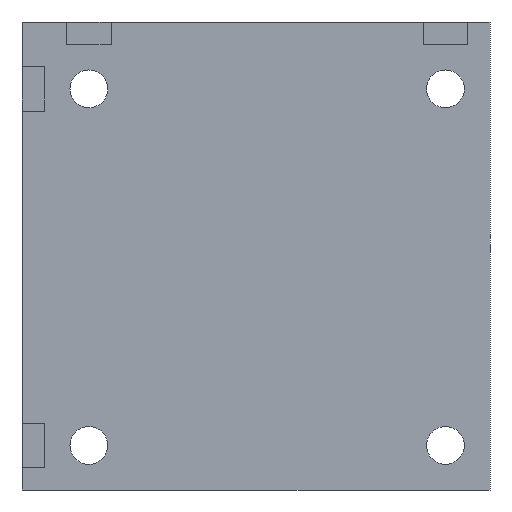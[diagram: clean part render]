
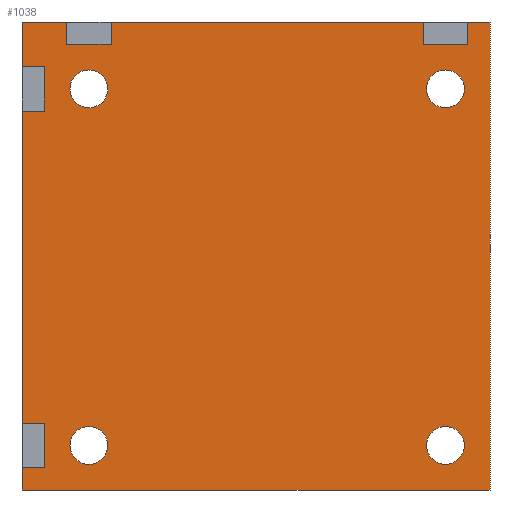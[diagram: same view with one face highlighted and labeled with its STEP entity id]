
A CAD part, front view. The second image highlights one B-rep face of the part: STEP entity #1038.
In plain terms, the highlighted planar face has unit normal (0, -1, 0).
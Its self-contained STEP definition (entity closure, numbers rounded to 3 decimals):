
#15=FACE_BOUND('',#146,.T.);
#16=FACE_BOUND('',#147,.T.);
#17=FACE_BOUND('',#148,.T.);
#18=FACE_BOUND('',#149,.T.);
#47=PLANE('',#1117);
#92=FACE_OUTER_BOUND('',#145,.T.);
#145=EDGE_LOOP('',(#800,#801,#802,#803,#804,#805,#806,#807,#808,#809,#810,
#811,#812,#813,#814,#815,#816,#817,#818,#819));
#146=EDGE_LOOP('',(#820));
#147=EDGE_LOOP('',(#821));
#148=EDGE_LOOP('',(#822));
#149=EDGE_LOOP('',(#823));
#206=LINE('',#1515,#325);
#210=LINE('',#1523,#329);
#213=LINE('',#1529,#332);
#217=LINE('',#1538,#336);
#221=LINE('',#1546,#340);
#224=LINE('',#1552,#343);
#228=LINE('',#1561,#347);
#232=LINE('',#1570,#351);
#236=LINE('',#1577,#355);
#239=LINE('',#1584,#358);
#243=LINE('',#1592,#362);
#246=LINE('',#1598,#365);
#250=LINE('',#1605,#369);
#251=LINE('',#1607,#370);
#252=LINE('',#1609,#371);
#253=LINE('',#1611,#372);
#254=LINE('',#1612,#373);
#255=LINE('',#1613,#374);
#256=LINE('',#1615,#375);
#257=LINE('',#1616,#376);
#325=VECTOR('',#1220,10.);
#329=VECTOR('',#1226,10.);
#332=VECTOR('',#1231,10.);
#336=VECTOR('',#1239,10.);
#340=VECTOR('',#1245,10.);
#343=VECTOR('',#1250,10.);
#347=VECTOR('',#1258,10.);
#351=VECTOR('',#1264,10.);
#355=VECTOR('',#1270,10.);
#358=VECTOR('',#1277,10.);
#362=VECTOR('',#1283,10.);
#365=VECTOR('',#1288,10.);
#369=VECTOR('',#1296,10.);
#370=VECTOR('',#1297,10.);
#371=VECTOR('',#1298,10.);
#372=VECTOR('',#1299,10.);
#373=VECTOR('',#1300,10.);
#374=VECTOR('',#1301,10.);
#375=VECTOR('',#1302,10.);
#376=VECTOR('',#1303,10.);
#431=CIRCLE('',#1118,1.7);
#432=CIRCLE('',#1119,1.7);
#433=CIRCLE('',#1120,1.7);
#434=CIRCLE('',#1121,1.7);
#476=VERTEX_POINT('',#1513);
#477=VERTEX_POINT('',#1514);
#480=VERTEX_POINT('',#1522);
#482=VERTEX_POINT('',#1528);
#484=VERTEX_POINT('',#1536);
#485=VERTEX_POINT('',#1537);
#488=VERTEX_POINT('',#1545);
#490=VERTEX_POINT('',#1551);
#492=VERTEX_POINT('',#1559);
#493=VERTEX_POINT('',#1560);
#496=VERTEX_POINT('',#1568);
#497=VERTEX_POINT('',#1569);
#500=VERTEX_POINT('',#1582);
#501=VERTEX_POINT('',#1583);
#504=VERTEX_POINT('',#1591);
#506=VERTEX_POINT('',#1597);
#508=VERTEX_POINT('',#1606);
#509=VERTEX_POINT('',#1608);
#510=VERTEX_POINT('',#1610);
#511=VERTEX_POINT('',#1614);
#512=VERTEX_POINT('',#1617);
#513=VERTEX_POINT('',#1619);
#514=VERTEX_POINT('',#1621);
#515=VERTEX_POINT('',#1623);
#582=EDGE_CURVE('',#476,#477,#206,.T.);
#586=EDGE_CURVE('',#477,#480,#210,.T.);
#589=EDGE_CURVE('',#480,#482,#213,.T.);
#593=EDGE_CURVE('',#484,#485,#217,.T.);
#597=EDGE_CURVE('',#485,#488,#221,.T.);
#600=EDGE_CURVE('',#488,#490,#224,.T.);
#604=EDGE_CURVE('',#492,#493,#228,.T.);
#608=EDGE_CURVE('',#496,#497,#232,.T.);
#612=EDGE_CURVE('',#497,#492,#236,.T.);
#615=EDGE_CURVE('',#500,#501,#239,.T.);
#619=EDGE_CURVE('',#501,#504,#243,.T.);
#622=EDGE_CURVE('',#504,#506,#246,.T.);
#626=EDGE_CURVE('',#500,#482,#250,.T.);
#627=EDGE_CURVE('',#508,#506,#251,.T.);
#628=EDGE_CURVE('',#509,#508,#252,.T.);
#629=EDGE_CURVE('',#510,#509,#253,.T.);
#630=EDGE_CURVE('',#496,#510,#254,.T.);
#631=EDGE_CURVE('',#484,#493,#255,.T.);
#632=EDGE_CURVE('',#511,#490,#256,.T.);
#633=EDGE_CURVE('',#476,#511,#257,.T.);
#634=EDGE_CURVE('',#512,#512,#431,.T.);
#635=EDGE_CURVE('',#513,#513,#432,.T.);
#636=EDGE_CURVE('',#514,#514,#433,.T.);
#637=EDGE_CURVE('',#515,#515,#434,.T.);
#800=ORIENTED_EDGE('',*,*,#582,.T.);
#801=ORIENTED_EDGE('',*,*,#586,.T.);
#802=ORIENTED_EDGE('',*,*,#589,.T.);
#803=ORIENTED_EDGE('',*,*,#626,.F.);
#804=ORIENTED_EDGE('',*,*,#615,.T.);
#805=ORIENTED_EDGE('',*,*,#619,.T.);
#806=ORIENTED_EDGE('',*,*,#622,.T.);
#807=ORIENTED_EDGE('',*,*,#627,.F.);
#808=ORIENTED_EDGE('',*,*,#628,.F.);
#809=ORIENTED_EDGE('',*,*,#629,.F.);
#810=ORIENTED_EDGE('',*,*,#630,.F.);
#811=ORIENTED_EDGE('',*,*,#608,.T.);
#812=ORIENTED_EDGE('',*,*,#612,.T.);
#813=ORIENTED_EDGE('',*,*,#604,.T.);
#814=ORIENTED_EDGE('',*,*,#631,.F.);
#815=ORIENTED_EDGE('',*,*,#593,.T.);
#816=ORIENTED_EDGE('',*,*,#597,.T.);
#817=ORIENTED_EDGE('',*,*,#600,.T.);
#818=ORIENTED_EDGE('',*,*,#632,.F.);
#819=ORIENTED_EDGE('',*,*,#633,.F.);
#820=ORIENTED_EDGE('',*,*,#634,.T.);
#821=ORIENTED_EDGE('',*,*,#635,.T.);
#822=ORIENTED_EDGE('',*,*,#636,.T.);
#823=ORIENTED_EDGE('',*,*,#637,.T.);
#1038=ADVANCED_FACE('',(#92,#15,#16,#17,#18),#47,.F.);
#1117=AXIS2_PLACEMENT_3D('',#1604,#1294,#1295);
#1118=AXIS2_PLACEMENT_3D('',#1618,#1304,#1305);
#1119=AXIS2_PLACEMENT_3D('',#1620,#1306,#1307);
#1120=AXIS2_PLACEMENT_3D('',#1622,#1308,#1309);
#1121=AXIS2_PLACEMENT_3D('',#1624,#1310,#1311);
#1220=DIRECTION('',(1.,0.,0.));
#1226=DIRECTION('',(0.,0.,-1.));
#1231=DIRECTION('',(-1.,0.,0.));
#1239=DIRECTION('',(0.,0.,-1.));
#1245=DIRECTION('',(-1.,0.,0.));
#1250=DIRECTION('',(0.,0.,1.));
#1258=DIRECTION('',(0.,0.,1.));
#1264=DIRECTION('',(0.,0.,-1.));
#1270=DIRECTION('',(-1.,0.,0.));
#1277=DIRECTION('',(1.,0.,0.));
#1283=DIRECTION('',(0.,0.,-1.));
#1288=DIRECTION('',(-1.,0.,0.));
#1294=DIRECTION('center_axis',(0.,1.,0.));
#1295=DIRECTION('ref_axis',(0.,0.,1.));
#1296=DIRECTION('',(0.,0.,1.));
#1297=DIRECTION('',(0.,0.,1.));
#1298=DIRECTION('',(-1.,0.,0.));
#1299=DIRECTION('',(0.,0.,-1.));
#1300=DIRECTION('',(1.,0.,0.));
#1301=DIRECTION('',(1.,0.,0.));
#1302=DIRECTION('',(1.,0.,0.));
#1303=DIRECTION('',(0.,0.,1.));
#1304=DIRECTION('center_axis',(0.,1.,0.));
#1305=DIRECTION('ref_axis',(1.,0.,0.));
#1306=DIRECTION('center_axis',(0.,1.,0.));
#1307=DIRECTION('ref_axis',(1.,0.,0.));
#1308=DIRECTION('center_axis',(0.,1.,0.));
#1309=DIRECTION('ref_axis',(1.,0.,0.));
#1310=DIRECTION('center_axis',(0.,1.,0.));
#1311=DIRECTION('ref_axis',(1.,0.,0.));
#1513=CARTESIAN_POINT('',(-22.,0.,18.));
#1514=CARTESIAN_POINT('',(-20.,0.,18.));
#1515=CARTESIAN_POINT('',(-10.,0.,18.));
#1522=CARTESIAN_POINT('',(-20.,0.,14.));
#1523=CARTESIAN_POINT('',(-20.,0.,7.));
#1528=CARTESIAN_POINT('',(-22.,0.,14.));
#1529=CARTESIAN_POINT('',(-11.,0.,14.));
#1536=CARTESIAN_POINT('',(-14.,0.,22.));
#1537=CARTESIAN_POINT('',(-14.,0.,20.));
#1538=CARTESIAN_POINT('',(-14.,0.,10.));
#1545=CARTESIAN_POINT('',(-18.,0.,20.));
#1546=CARTESIAN_POINT('',(-9.,0.,20.));
#1551=CARTESIAN_POINT('',(-18.,0.,22.));
#1552=CARTESIAN_POINT('',(-18.,0.,11.));
#1559=CARTESIAN_POINT('',(14.,0.,20.));
#1560=CARTESIAN_POINT('',(14.,0.,22.));
#1561=CARTESIAN_POINT('',(14.,0.,11.));
#1568=CARTESIAN_POINT('',(18.,0.,22.));
#1569=CARTESIAN_POINT('',(18.,0.,20.));
#1570=CARTESIAN_POINT('',(18.,0.,10.));
#1577=CARTESIAN_POINT('',(7.,0.,20.));
#1582=CARTESIAN_POINT('',(-22.,0.,-14.));
#1583=CARTESIAN_POINT('',(-20.,0.,-14.));
#1584=CARTESIAN_POINT('',(-10.,0.,-14.));
#1591=CARTESIAN_POINT('',(-20.,0.,-18.));
#1592=CARTESIAN_POINT('',(-20.,0.,-9.));
#1597=CARTESIAN_POINT('',(-22.,0.,-18.));
#1598=CARTESIAN_POINT('',(-11.,0.,-18.));
#1604=CARTESIAN_POINT('Origin',(0.,0.,0.));
#1605=CARTESIAN_POINT('',(-22.,0.,-20.));
#1606=CARTESIAN_POINT('',(-22.,0.,-20.));
#1607=CARTESIAN_POINT('',(-22.,0.,-20.));
#1608=CARTESIAN_POINT('',(20.,0.,-20.));
#1609=CARTESIAN_POINT('',(20.,0.,-20.));
#1610=CARTESIAN_POINT('',(20.,0.,22.));
#1611=CARTESIAN_POINT('',(20.,0.,20.));
#1612=CARTESIAN_POINT('',(-20.,0.,22.));
#1613=CARTESIAN_POINT('',(-20.,0.,22.));
#1614=CARTESIAN_POINT('',(-22.,0.,22.));
#1615=CARTESIAN_POINT('',(-20.,0.,22.));
#1616=CARTESIAN_POINT('',(-22.,0.,-20.));
#1617=CARTESIAN_POINT('',(-17.7,0.,16.));
#1618=CARTESIAN_POINT('Origin',(-16.,0.,16.));
#1619=CARTESIAN_POINT('',(14.3,0.,-16.));
#1620=CARTESIAN_POINT('Origin',(16.,0.,-16.));
#1621=CARTESIAN_POINT('',(-17.7,0.,-16.));
#1622=CARTESIAN_POINT('Origin',(-16.,0.,-16.));
#1623=CARTESIAN_POINT('',(14.3,0.,16.));
#1624=CARTESIAN_POINT('Origin',(16.,0.,16.));
